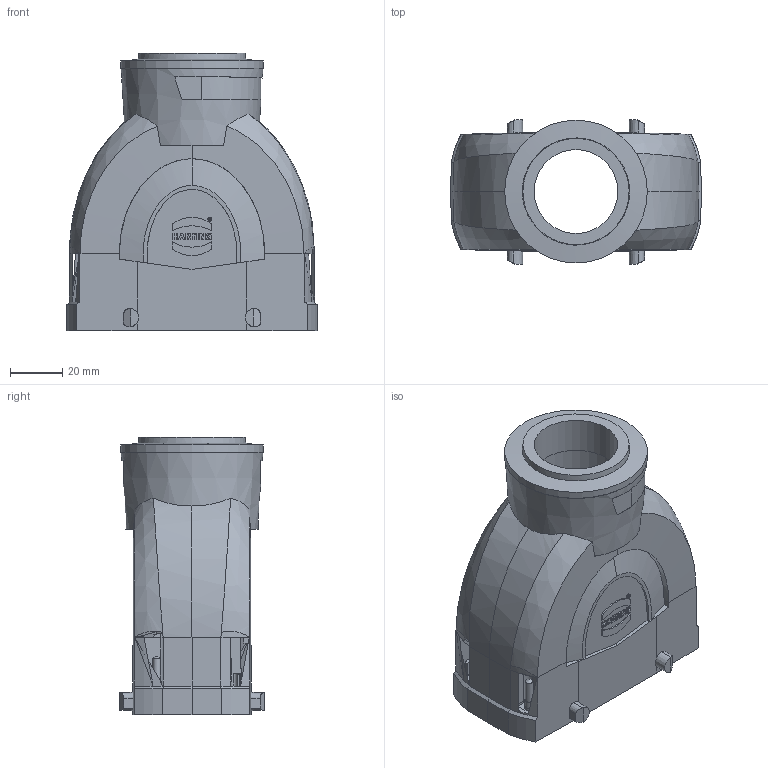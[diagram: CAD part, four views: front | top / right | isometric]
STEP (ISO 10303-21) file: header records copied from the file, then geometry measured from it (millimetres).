
FILE_DESCRIPTION(/* description */ (''),/* implementation_level */ '2;1');
FILE_NAME(/* name */ '100759129ugm000_b.stp',/* time_stamp */ '2022-03-12T06:24:34+01:00',/* author */ (''),/* organization */ (''),/* preprocessor_version */ 'ST-DEVELOPER v16.7',/* originating_system */ 'SIEMENS PLM Software NX 1911',/* authorisation */ '');
FILE_SCHEMA (('AUTOMOTIVE_DESIGN { 1 0 10303 214 3 1 1 1 }'));
Length unit declared in the file: millimetre
Products named in the file (1): 100759129ugm000_b
Bounding box: 95.5 x 55 x 105.9 mm (x, y, z)
Volume: 105895 mm3; surface area: 54349.8 mm2
Topology: 1 solids, 1 shells, 394 faces, 1086 edges, 715 vertices
Faces by surface type: plane 237, cylinder 70, bspline 46, cone 30, extrusion 10, torus 1
Full cylindrical faces by diameter (mm): 1.006 x1, 1.477 x1, 3 x4, 3.4 x4, 3.5 x4, 32 x1, 38 x1, 54.4 x1
Entity records: 17898 total; most frequent: CARTESIAN_POINT 5685, ORIENTED_EDGE 2072, DIRECTION 1700, EDGE_CURVE 1036, VERTEX_POINT 699, VECTOR 636, LINE 626, AXIS2_PLACEMENT_3D 532
